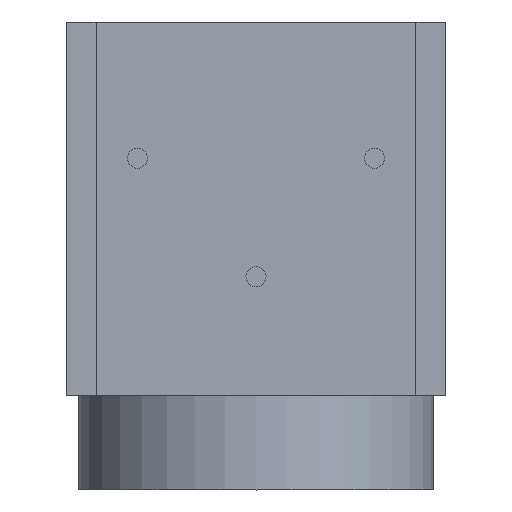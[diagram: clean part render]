
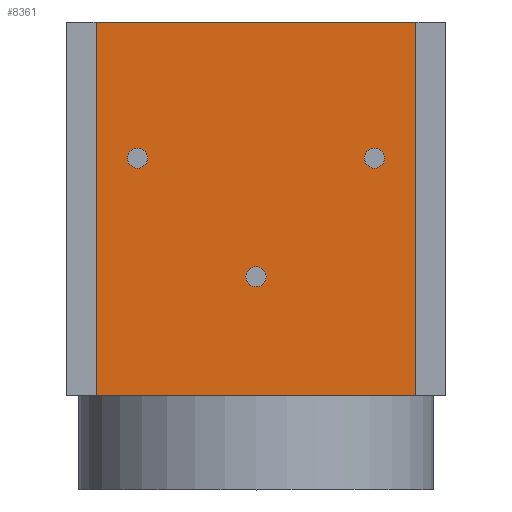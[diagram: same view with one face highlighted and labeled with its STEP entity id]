
A CAD part, front view. The second image highlights one B-rep face of the part: STEP entity #8361.
In plain terms, the highlighted planar face has unit normal (0, -1, 0).
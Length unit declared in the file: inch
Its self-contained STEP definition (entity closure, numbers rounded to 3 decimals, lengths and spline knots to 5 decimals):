
#1446=DIRECTION('',(1.,0.,0.));
#1447=VECTOR('',#1446,0.27);
#1448=CARTESIAN_POINT('',(-0.135,-0.21,0.08));
#1449=LINE('',#1448,#1447);
#1450=DIRECTION('',(0.,0.,1.));
#1451=VECTOR('',#1450,0.315);
#1452=CARTESIAN_POINT('',(0.135,-0.21,0.08));
#1453=LINE('',#1452,#1451);
#1458=DIRECTION('',(1.,0.,0.));
#1459=VECTOR('',#1458,0.27);
#1460=CARTESIAN_POINT('',(-0.135,-0.21,0.395));
#1461=LINE('',#1460,#1459);
#1482=DIRECTION('',(0.,0.,1.));
#1483=VECTOR('',#1482,0.315);
#1484=CARTESIAN_POINT('',(-0.135,-0.21,0.08));
#1485=LINE('',#1484,#1483);
#1486=CARTESIAN_POINT('',(0.,-0.21,0.18));
#1487=DIRECTION('',(0.,-1.,0.));
#1488=DIRECTION('',(-1.,0.,0.));
#1489=AXIS2_PLACEMENT_3D('',#1486,#1487,#1488);
#1491=CARTESIAN_POINT('',(0.,-0.21,0.18));
#1492=DIRECTION('',(0.,-1.,0.));
#1493=DIRECTION('',(1.,0.,0.));
#1494=AXIS2_PLACEMENT_3D('',#1491,#1492,#1493);
#1496=CARTESIAN_POINT('',(-0.1,-0.21,0.28));
#1497=DIRECTION('',(0.,-1.,0.));
#1498=DIRECTION('',(-1.,0.,0.));
#1499=AXIS2_PLACEMENT_3D('',#1496,#1497,#1498);
#1501=CARTESIAN_POINT('',(-0.1,-0.21,0.28));
#1502=DIRECTION('',(0.,-1.,0.));
#1503=DIRECTION('',(1.,0.,0.));
#1504=AXIS2_PLACEMENT_3D('',#1501,#1502,#1503);
#1506=CARTESIAN_POINT('',(0.1,-0.21,0.28));
#1507=DIRECTION('',(0.,-1.,0.));
#1508=DIRECTION('',(-1.,0.,0.));
#1509=AXIS2_PLACEMENT_3D('',#1506,#1507,#1508);
#1511=CARTESIAN_POINT('',(0.1,-0.21,0.28));
#1512=DIRECTION('',(0.,-1.,0.));
#1513=DIRECTION('',(1.,0.,0.));
#1514=AXIS2_PLACEMENT_3D('',#1511,#1512,#1513);
#7449=CARTESIAN_POINT('',(0.135,-0.21,0.395));
#7451=VERTEX_POINT('',#7449);
#7453=CARTESIAN_POINT('',(-0.135,-0.21,0.395));
#7455=VERTEX_POINT('',#7453);
#7457=CARTESIAN_POINT('',(0.135,-0.21,0.08));
#7459=VERTEX_POINT('',#7457);
#7461=CARTESIAN_POINT('',(-0.135,-0.21,0.08));
#7463=VERTEX_POINT('',#7461);
#7476=CARTESIAN_POINT('',(-0.0085,-0.21,0.18));
#7477=CARTESIAN_POINT('',(0.0085,-0.21,0.18));
#7478=VERTEX_POINT('',#7476);
#7479=VERTEX_POINT('',#7477);
#7480=CARTESIAN_POINT('',(-0.1085,-0.21,0.28));
#7481=CARTESIAN_POINT('',(-0.0915,-0.21,0.28));
#7482=VERTEX_POINT('',#7480);
#7483=VERTEX_POINT('',#7481);
#7484=CARTESIAN_POINT('',(0.0915,-0.21,0.28));
#7485=CARTESIAN_POINT('',(0.1085,-0.21,0.28));
#7486=VERTEX_POINT('',#7484);
#7487=VERTEX_POINT('',#7485);
#8331=CARTESIAN_POINT('',(-0.135,-0.21,0.08));
#8332=DIRECTION('',(0.,1.,0.));
#8333=DIRECTION('',(1.,0.,0.));
#8334=AXIS2_PLACEMENT_3D('',#8331,#8332,#8333);
#8335=PLANE('',#8334);
#8336=ORIENTED_EDGE('',*,*,#8314,.T.);
#8337=ORIENTED_EDGE('',*,*,#8303,.F.);
#8338=ORIENTED_EDGE('',*,*,#8288,.F.);
#8340=ORIENTED_EDGE('',*,*,#8339,.T.);
#8341=EDGE_LOOP('',(#8336,#8337,#8338,#8340));
#8342=FACE_OUTER_BOUND('',#8341,.F.);
#8344=ORIENTED_EDGE('',*,*,#8343,.T.);
#8346=ORIENTED_EDGE('',*,*,#8345,.T.);
#8347=EDGE_LOOP('',(#8344,#8346));
#8348=FACE_BOUND('',#8347,.F.);
#8350=ORIENTED_EDGE('',*,*,#8349,.T.);
#8352=ORIENTED_EDGE('',*,*,#8351,.T.);
#8353=EDGE_LOOP('',(#8350,#8352));
#8354=FACE_BOUND('',#8353,.F.);
#8356=ORIENTED_EDGE('',*,*,#8355,.T.);
#8358=ORIENTED_EDGE('',*,*,#8357,.T.);
#8359=EDGE_LOOP('',(#8356,#8358));
#8360=FACE_BOUND('',#8359,.F.);
#8361=ADVANCED_FACE('',(#8342,#8348,#8354,#8360),#8335,.F.);
#1490=CIRCLE('',#1489,0.0085);
#1495=CIRCLE('',#1494,0.0085);
#1500=CIRCLE('',#1499,0.0085);
#1505=CIRCLE('',#1504,0.0085);
#1510=CIRCLE('',#1509,0.0085);
#1515=CIRCLE('',#1514,0.0085);
#8288=EDGE_CURVE('',#7463,#7459,#1449,.T.);
#8303=EDGE_CURVE('',#7459,#7451,#1453,.T.);
#8314=EDGE_CURVE('',#7455,#7451,#1461,.T.);
#8339=EDGE_CURVE('',#7463,#7455,#1485,.T.);
#8343=EDGE_CURVE('',#7478,#7479,#1490,.T.);
#8345=EDGE_CURVE('',#7479,#7478,#1495,.T.);
#8349=EDGE_CURVE('',#7482,#7483,#1500,.T.);
#8351=EDGE_CURVE('',#7483,#7482,#1505,.T.);
#8355=EDGE_CURVE('',#7486,#7487,#1510,.T.);
#8357=EDGE_CURVE('',#7487,#7486,#1515,.T.);
